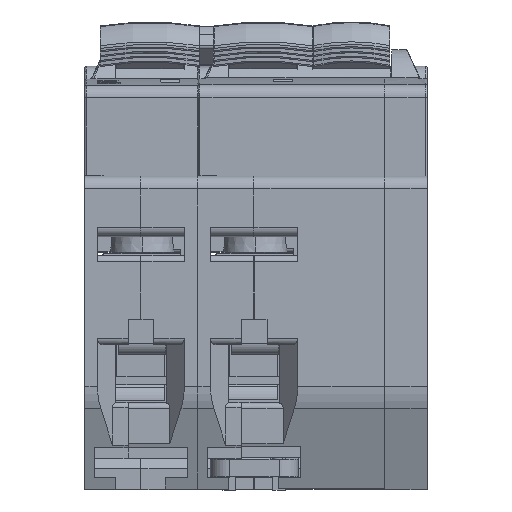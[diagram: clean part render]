
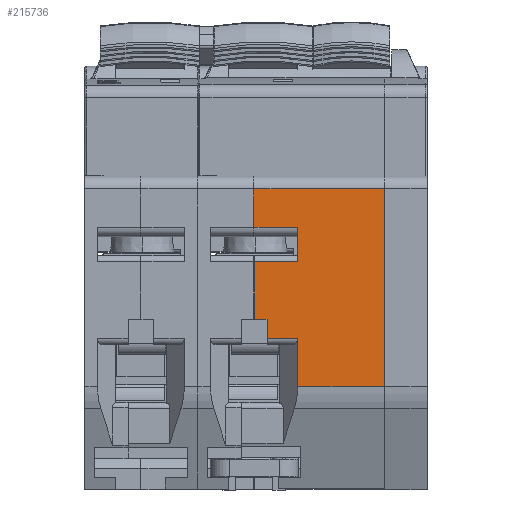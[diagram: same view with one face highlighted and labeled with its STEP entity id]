
A CAD part, top view. The second image highlights one B-rep face of the part: STEP entity #215736.
In plain terms, the highlighted face is planar.
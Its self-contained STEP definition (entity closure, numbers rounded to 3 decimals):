
#200081=DIRECTION('',(0.,1.,0.));
#200082=VECTOR('',#200081,30.987);
#200083=CARTESIAN_POINT('',(44.,-32.987,-24.4));
#200084=LINE('',#200083,#200082);
#200759=DIRECTION('',(0.,0.,1.));
#200760=VECTOR('',#200759,20.45);
#200761=CARTESIAN_POINT('',(44.,-2.,-24.4));
#200762=LINE('',#200761,#200760);
#200773=DIRECTION('',(0.,1.,0.));
#200774=VECTOR('',#200773,7.587);
#200775=CARTESIAN_POINT('',(44.,-32.987,-10.8));
#200776=LINE('',#200775,#200774);
#200780=DIRECTION('',(0.,0.,1.));
#200781=VECTOR('',#200780,2.);
#200782=CARTESIAN_POINT('',(44.,-22.4,-6.));
#200783=LINE('',#200782,#200781);
#200787=DIRECTION('',(0.,1.,0.));
#200788=VECTOR('',#200787,5.4);
#200789=CARTESIAN_POINT('',(44.,-13.4,-10.8));
#200790=LINE('',#200789,#200788);
#200794=DIRECTION('',(0.,1.,0.));
#200795=VECTOR('',#200794,6.);
#200796=CARTESIAN_POINT('',(44.,-8.,-3.95));
#200797=LINE('',#200796,#200795);
#200808=DIRECTION('',(0.,0.,-1.));
#200809=VECTOR('',#200808,13.6);
#200810=CARTESIAN_POINT('',(44.,-32.987,-10.8));
#200811=LINE('',#200810,#200809);
#204870=DIRECTION('',(0.,0.,-1.));
#204871=VECTOR('',#204870,6.85);
#204872=CARTESIAN_POINT('',(44.,-8.,-3.95));
#204873=LINE('',#204872,#204871);
#204914=DIRECTION('',(0.,0.,1.));
#204915=VECTOR('',#204914,6.8);
#204916=CARTESIAN_POINT('',(44.,-13.4,-10.8));
#204917=LINE('',#204916,#204915);
#204950=DIRECTION('',(0.,-1.,0.));
#204951=VECTOR('',#204950,9.);
#204952=CARTESIAN_POINT('',(44.,-13.4,-4.));
#204953=LINE('',#204952,#204951);
#204971=DIRECTION('',(0.,-1.,0.));
#204972=VECTOR('',#204971,3.);
#204973=CARTESIAN_POINT('',(44.,-22.4,-6.));
#204974=LINE('',#204973,#204972);
#205000=DIRECTION('',(0.,0.,-1.));
#205001=VECTOR('',#205000,4.8);
#205002=CARTESIAN_POINT('',(44.,-25.4,-6.));
#205003=LINE('',#205002,#205001);
#212586=CARTESIAN_POINT('',(44.,-32.987,-24.4));
#212587=VERTEX_POINT('',#212586);
#212588=CARTESIAN_POINT('',(44.,-2.,-24.4));
#212589=VERTEX_POINT('',#212588);
#212807=CARTESIAN_POINT('',(44.,-2.,-3.95));
#212808=VERTEX_POINT('',#212807);
#212809=CARTESIAN_POINT('',(44.,-32.987,-10.8));
#212810=VERTEX_POINT('',#212809);
#212811=CARTESIAN_POINT('',(44.,-25.4,-10.8));
#212812=VERTEX_POINT('',#212811);
#212813=CARTESIAN_POINT('',(44.,-25.4,-6.));
#212814=VERTEX_POINT('',#212813);
#212815=CARTESIAN_POINT('',(44.,-22.4,-6.));
#212816=VERTEX_POINT('',#212815);
#212817=CARTESIAN_POINT('',(44.,-22.4,-4.));
#212818=VERTEX_POINT('',#212817);
#212819=CARTESIAN_POINT('',(44.,-13.4,-4.));
#212820=VERTEX_POINT('',#212819);
#212821=CARTESIAN_POINT('',(44.,-13.4,-10.8));
#212822=VERTEX_POINT('',#212821);
#212823=CARTESIAN_POINT('',(44.,-8.,-10.8));
#212824=VERTEX_POINT('',#212823);
#212825=CARTESIAN_POINT('',(44.,-8.,-3.95));
#212826=VERTEX_POINT('',#212825);
#215707=CARTESIAN_POINT('',(44.,-48.9,0.));
#215708=DIRECTION('',(1.,0.,0.));
#215709=DIRECTION('',(0.,1.,0.));
#215710=AXIS2_PLACEMENT_3D('',#215707,#215708,#215709);
#215711=PLANE('',#215710);
#215712=ORIENTED_EDGE('',*,*,#214894,.F.);
#215714=ORIENTED_EDGE('',*,*,#215713,.F.);
#215716=ORIENTED_EDGE('',*,*,#215715,.T.);
#215718=ORIENTED_EDGE('',*,*,#215717,.F.);
#215720=ORIENTED_EDGE('',*,*,#215719,.F.);
#215722=ORIENTED_EDGE('',*,*,#215721,.T.);
#215724=ORIENTED_EDGE('',*,*,#215723,.F.);
#215726=ORIENTED_EDGE('',*,*,#215725,.F.);
#215728=ORIENTED_EDGE('',*,*,#215727,.T.);
#215730=ORIENTED_EDGE('',*,*,#215729,.F.);
#215732=ORIENTED_EDGE('',*,*,#215731,.T.);
#215733=ORIENTED_EDGE('',*,*,#215692,.F.);
#215734=EDGE_LOOP('',(#215712,#215714,#215716,#215718,#215720,#215722,#215724,
#215726,#215728,#215730,#215732,#215733));
#215735=FACE_OUTER_BOUND('',#215734,.F.);
#214894=EDGE_CURVE('',#212587,#212589,#200084,.T.);
#215692=EDGE_CURVE('',#212589,#212808,#200762,.T.);
#215713=EDGE_CURVE('',#212810,#212587,#200811,.T.);
#215715=EDGE_CURVE('',#212810,#212812,#200776,.T.);
#215717=EDGE_CURVE('',#212814,#212812,#205003,.T.);
#215719=EDGE_CURVE('',#212816,#212814,#204974,.T.);
#215721=EDGE_CURVE('',#212816,#212818,#200783,.T.);
#215723=EDGE_CURVE('',#212820,#212818,#204953,.T.);
#215725=EDGE_CURVE('',#212822,#212820,#204917,.T.);
#215727=EDGE_CURVE('',#212822,#212824,#200790,.T.);
#215729=EDGE_CURVE('',#212826,#212824,#204873,.T.);
#215731=EDGE_CURVE('',#212826,#212808,#200797,.T.);
#215736=ADVANCED_FACE('',(#215735),#215711,.T.);
